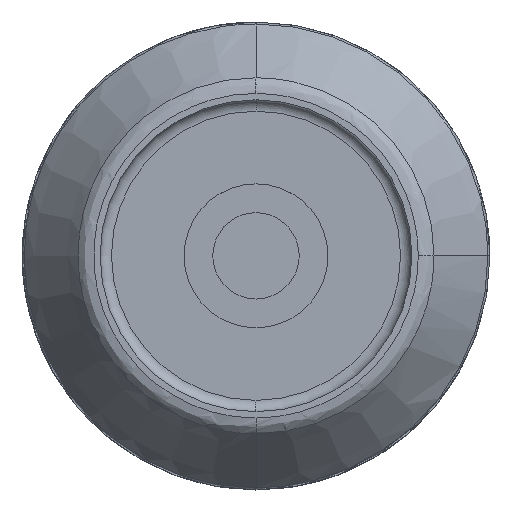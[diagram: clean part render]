
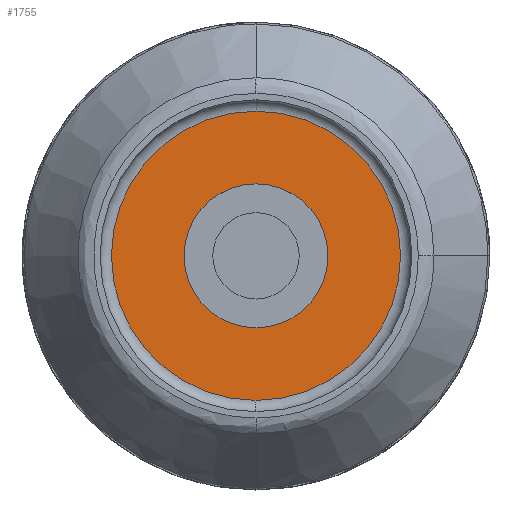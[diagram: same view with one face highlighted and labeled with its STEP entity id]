
A CAD part, top view. The second image highlights one B-rep face of the part: STEP entity #1755.
In plain terms, the highlighted planar face has unit normal (0, 0, 1).
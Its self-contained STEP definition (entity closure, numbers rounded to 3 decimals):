
#1667=AXIS2_PLACEMENT_3D('Circle Axis2P3D',#1665,#1666,$) ;
#1717=AXIS2_PLACEMENT_3D('Circle Axis2P3D',#1715,#1716,$) ;
#1731=AXIS2_PLACEMENT_3D('Plane Axis2P3D',#1728,#1729,#1730) ;
#1739=AXIS2_PLACEMENT_3D('Circle Axis2P3D',#1737,#1738,$) ;
#1748=AXIS2_PLACEMENT_3D('Circle Axis2P3D',#1746,#1747,$) ;
#1665=CARTESIAN_POINT('Axis2P3D Location',(0.,0.,29.)) ;
#1669=CARTESIAN_POINT('Vertex',(0.,22.25,29.)) ;
#1671=CARTESIAN_POINT('Vertex',(0.,-22.25,29.)) ;
#1715=CARTESIAN_POINT('Axis2P3D Location',(0.,0.,29.)) ;
#1728=CARTESIAN_POINT('Axis2P3D Location',(0.,0.,29.)) ;
#1737=CARTESIAN_POINT('Axis2P3D Location',(0.,0.,29.)) ;
#1741=CARTESIAN_POINT('Vertex',(0.,-11.075,29.)) ;
#1743=CARTESIAN_POINT('Vertex',(0.,11.075,29.)) ;
#1746=CARTESIAN_POINT('Axis2P3D Location',(0.,0.,29.)) ;
#1666=DIRECTION('Axis2P3D Direction',(0.,0.,1.)) ;
#1716=DIRECTION('Axis2P3D Direction',(0.,-0.,1.)) ;
#1729=DIRECTION('Axis2P3D Direction',(0.,-0.,1.)) ;
#1730=DIRECTION('Axis2P3D XDirection',(0.,1.,0.)) ;
#1738=DIRECTION('Axis2P3D Direction',(0.,-0.,1.)) ;
#1747=DIRECTION('Axis2P3D Direction',(0.,-0.,1.)) ;
#1734=ORIENTED_EDGE('',*,*,#1673,.F.) ;
#1735=ORIENTED_EDGE('',*,*,#1719,.F.) ;
#1752=ORIENTED_EDGE('',*,*,#1745,.F.) ;
#1753=ORIENTED_EDGE('',*,*,#1750,.F.) ;
#1754=FACE_BOUND('',#1751,.T.) ;
#1755=ADVANCED_FACE('',(#1736,#1754),#1732,.T.) ;
#1668=CIRCLE('generated circle',#1667,22.25) ;
#1718=CIRCLE('generated circle',#1717,22.25) ;
#1740=CIRCLE('generated circle',#1739,11.075) ;
#1749=CIRCLE('generated circle',#1748,11.075) ;
#1673=EDGE_CURVE('',#1670,#1672,#1668,.F.) ;
#1719=EDGE_CURVE('',#1672,#1670,#1718,.F.) ;
#1745=EDGE_CURVE('',#1742,#1744,#1740,.T.) ;
#1750=EDGE_CURVE('',#1744,#1742,#1749,.T.) ;
#1733=EDGE_LOOP('',(#1734,#1735)) ;
#1751=EDGE_LOOP('',(#1752,#1753)) ;
#1736=FACE_OUTER_BOUND('',#1733,.T.) ;
#1732=PLANE('',#1731) ;
#1670=VERTEX_POINT('',#1669) ;
#1672=VERTEX_POINT('',#1671) ;
#1742=VERTEX_POINT('',#1741) ;
#1744=VERTEX_POINT('',#1743) ;
